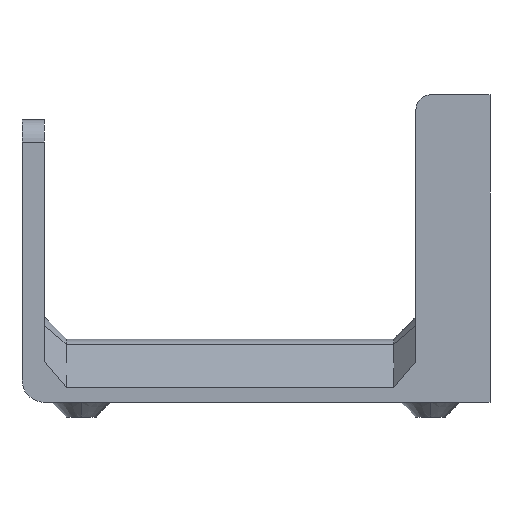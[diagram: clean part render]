
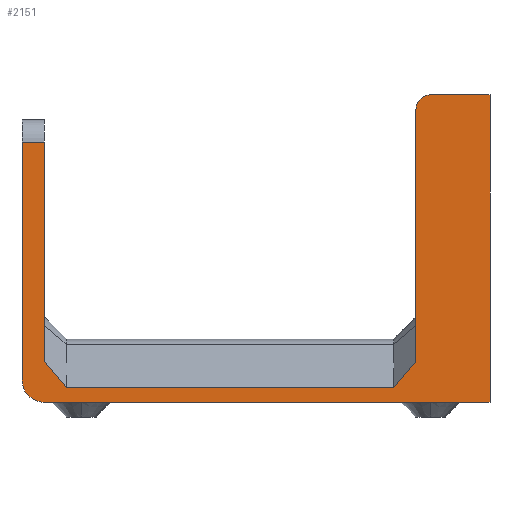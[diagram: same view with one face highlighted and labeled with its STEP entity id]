
A CAD part, left-side view. The second image highlights one B-rep face of the part: STEP entity #2151.
In plain terms, the highlighted planar face has unit normal (-1, 0, 0).
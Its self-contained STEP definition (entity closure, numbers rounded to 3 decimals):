
#31 = VERTEX_POINT ( 'NONE', #3492 ) ;
#41 = DIRECTION ( 'NONE',  ( 0., 0., -1. ) ) ;
#76 = DIRECTION ( 'NONE',  ( 0., -1., 0. ) ) ;
#86 = AXIS2_PLACEMENT_3D ( 'NONE', #1683, #2518, #3087 ) ;
#112 = CARTESIAN_POINT ( 'NONE',  ( -12., 0., -24.3 ) ) ;
#151 = VERTEX_POINT ( 'NONE', #3590 ) ;
#196 = CARTESIAN_POINT ( 'NONE',  ( -12., 0., -18.783 ) ) ;
#222 = EDGE_CURVE ( 'NONE', #151, #31, #381, .T. ) ;
#252 = LINE ( 'NONE', #3109, #949 ) ;
#262 = CARTESIAN_POINT ( 'NONE',  ( -12., 0., 10.7 ) ) ;
#284 = LINE ( 'NONE', #1376, #3339 ) ;
#288 = CARTESIAN_POINT ( 'NONE',  ( -12., -106.051, 17.05 ) ) ;
#340 = LINE ( 'NONE', #2572, #1011 ) ;
#381 = CIRCLE ( 'NONE', #86, 2. ) ;
#387 = VERTEX_POINT ( 'NONE', #972 ) ;
#455 = CARTESIAN_POINT ( 'NONE',  ( -12., -47., -22.3 ) ) ;
#467 = DIRECTION ( 'NONE',  ( -1., 0., 0. ) ) ;
#531 = CARTESIAN_POINT ( 'NONE',  ( -12., 0., -24.3 ) ) ;
#576 = EDGE_CURVE ( 'NONE', #1591, #151, #1657, .T. ) ;
#596 = EDGE_CURVE ( 'NONE', #2564, #933, #1398, .T. ) ;
#646 = PLANE ( 'NONE',  #1046 ) ;
#722 = EDGE_CURVE ( 'NONE', #387, #729, #340, .T. ) ;
#729 = VERTEX_POINT ( 'NONE', #2032 ) ;
#780 = ORIENTED_EDGE ( 'NONE', *, *, #2776, .F. ) ;
#793 = VECTOR ( 'NONE', #3612, 1000. ) ;
#799 = CARTESIAN_POINT ( 'NONE',  ( -12., 0., 10.7 ) ) ;
#844 = EDGE_CURVE ( 'NONE', #1297, #31, #969, .T. ) ;
#933 = VERTEX_POINT ( 'NONE', #196 ) ;
#949 = VECTOR ( 'NONE', #41, 1000. ) ;
#969 = LINE ( 'NONE', #3001, #1658 ) ;
#972 = CARTESIAN_POINT ( 'NONE',  ( -12., 3., 10.7 ) ) ;
#974 = ORIENTED_EDGE ( 'NONE', *, *, #722, .T. ) ;
#993 = ORIENTED_EDGE ( 'NONE', *, *, #596, .T. ) ;
#1011 = VECTOR ( 'NONE', #2014, 1000. ) ;
#1046 = AXIS2_PLACEMENT_3D ( 'NONE', #112, #2062, #1274 ) ;
#1048 = DIRECTION ( 'NONE',  ( 0., 1., 0. ) ) ;
#1080 = VECTOR ( 'NONE', #76, 1000. ) ;
#1232 = EDGE_LOOP ( 'NONE', ( #974, #3553, #1538, #1433, #2095, #2279, #3578, #3133, #780, #993, #2613, #2952 ) ) ;
#1274 = DIRECTION ( 'NONE',  ( 0., 0., -1. ) ) ;
#1297 = VERTEX_POINT ( 'NONE', #2415 ) ;
#1376 = CARTESIAN_POINT ( 'NONE',  ( -12., -26.215, -46.664 ) ) ;
#1398 = LINE ( 'NONE', #3023, #2969 ) ;
#1402 = VECTOR ( 'NONE', #2791, 1000. ) ;
#1417 = EDGE_CURVE ( 'NONE', #1297, #2973, #284, .T. ) ;
#1433 = ORIENTED_EDGE ( 'NONE', *, *, #3268, .F. ) ;
#1501 = EDGE_CURVE ( 'NONE', #3185, #1597, #2239, .T. ) ;
#1538 = ORIENTED_EDGE ( 'NONE', *, *, #1501, .F. ) ;
#1546 = AXIS2_PLACEMENT_3D ( 'NONE', #2714, #467, #3324 ) ;
#1564 = CARTESIAN_POINT ( 'NONE',  ( -12., -3., -22.3 ) ) ;
#1591 = VERTEX_POINT ( 'NONE', #2861 ) ;
#1597 = VERTEX_POINT ( 'NONE', #2290 ) ;
#1657 = LINE ( 'NONE', #288, #793 ) ;
#1658 = VECTOR ( 'NONE', #3493, 1000. ) ;
#1682 = LINE ( 'NONE', #2187, #2522 ) ;
#1683 = CARTESIAN_POINT ( 'NONE',  ( -12., -52., 15.05 ) ) ;
#1918 = VERTEX_POINT ( 'NONE', #799 ) ;
#1953 = LINE ( 'NONE', #262, #1402 ) ;
#2014 = DIRECTION ( 'NONE',  ( 0., 0., -1. ) ) ;
#2032 = CARTESIAN_POINT ( 'NONE',  ( -12., 3., -21.3 ) ) ;
#2042 = FACE_OUTER_BOUND ( 'NONE', #1232, .T. ) ;
#2062 = DIRECTION ( 'NONE',  ( 1., 0., 0. ) ) ;
#2095 = ORIENTED_EDGE ( 'NONE', *, *, #576, .T. ) ;
#2151 = ADVANCED_FACE ( 'NONE', ( #2042 ), #646, .F. ) ;
#2152 = VECTOR ( 'NONE', #1048, 1000. ) ;
#2187 = CARTESIAN_POINT ( 'NONE',  ( -12., -59.96, -22.3 ) ) ;
#2239 = LINE ( 'NONE', #531, #2152 ) ;
#2264 = EDGE_CURVE ( 'NONE', #729, #1597, #2301, .T. ) ;
#2279 = ORIENTED_EDGE ( 'NONE', *, *, #222, .T. ) ;
#2286 = CARTESIAN_POINT ( 'NONE',  ( -12., -59.96, -24.3 ) ) ;
#2290 = CARTESIAN_POINT ( 'NONE',  ( -12., 0., -24.3 ) ) ;
#2301 = CIRCLE ( 'NONE', #1546, 3. ) ;
#2415 = CARTESIAN_POINT ( 'NONE',  ( -12., -50., -18.783 ) ) ;
#2518 = DIRECTION ( 'NONE',  ( -1., 0., 0. ) ) ;
#2522 = VECTOR ( 'NONE', #3315, 1000. ) ;
#2524 = DIRECTION ( 'NONE',  ( 0., 0.649, 0.761 ) ) ;
#2564 = VERTEX_POINT ( 'NONE', #1564 ) ;
#2572 = CARTESIAN_POINT ( 'NONE',  ( -12., 3., -24.3 ) ) ;
#2604 = LINE ( 'NONE', #3432, #1080 ) ;
#2613 = ORIENTED_EDGE ( 'NONE', *, *, #2657, .F. ) ;
#2657 = EDGE_CURVE ( 'NONE', #1918, #933, #252, .T. ) ;
#2714 = CARTESIAN_POINT ( 'NONE',  ( -12., 0., -21.3 ) ) ;
#2776 = EDGE_CURVE ( 'NONE', #2564, #2973, #2604, .T. ) ;
#2791 = DIRECTION ( 'NONE',  ( 0., 1., 0. ) ) ;
#2861 = CARTESIAN_POINT ( 'NONE',  ( -12., -59.96, 17.05 ) ) ;
#2952 = ORIENTED_EDGE ( 'NONE', *, *, #3042, .T. ) ;
#2969 = VECTOR ( 'NONE', #2524, 1000. ) ;
#2973 = VERTEX_POINT ( 'NONE', #455 ) ;
#3001 = CARTESIAN_POINT ( 'NONE',  ( -12., -50., 17.05 ) ) ;
#3023 = CARTESIAN_POINT ( 'NONE',  ( -12., -2.724, -21.976 ) ) ;
#3042 = EDGE_CURVE ( 'NONE', #1918, #387, #1953, .T. ) ;
#3087 = DIRECTION ( 'NONE',  ( 0., 0., -1. ) ) ;
#3109 = CARTESIAN_POINT ( 'NONE',  ( -12., 0., -24.3 ) ) ;
#3133 = ORIENTED_EDGE ( 'NONE', *, *, #1417, .T. ) ;
#3185 = VERTEX_POINT ( 'NONE', #2286 ) ;
#3268 = EDGE_CURVE ( 'NONE', #1591, #3185, #1682, .T. ) ;
#3315 = DIRECTION ( 'NONE',  ( 0., 0., -1. ) ) ;
#3324 = DIRECTION ( 'NONE',  ( 0., 0., -1. ) ) ;
#3339 = VECTOR ( 'NONE', #3623, 1000. ) ;
#3432 = CARTESIAN_POINT ( 'NONE',  ( -12., 3., -22.3 ) ) ;
#3492 = CARTESIAN_POINT ( 'NONE',  ( -12., -50., 15.05 ) ) ;
#3493 = DIRECTION ( 'NONE',  ( 0., 0., 1. ) ) ;
#3553 = ORIENTED_EDGE ( 'NONE', *, *, #2264, .T. ) ;
#3578 = ORIENTED_EDGE ( 'NONE', *, *, #844, .F. ) ;
#3590 = CARTESIAN_POINT ( 'NONE',  ( -12., -52., 17.05 ) ) ;
#3612 = DIRECTION ( 'NONE',  ( 0., 1., 0. ) ) ;
#3623 = DIRECTION ( 'NONE',  ( 0., 0.649, -0.761 ) ) ;
